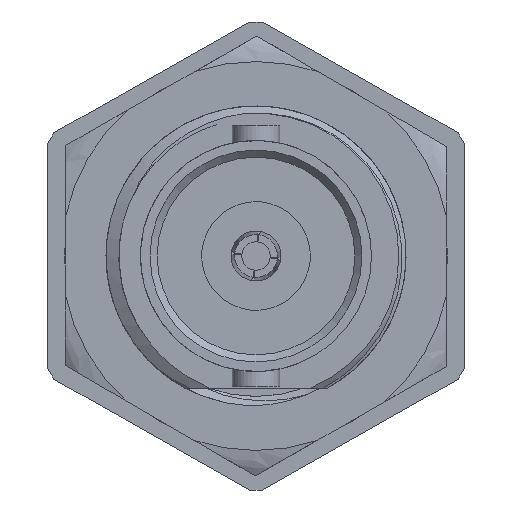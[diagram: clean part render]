
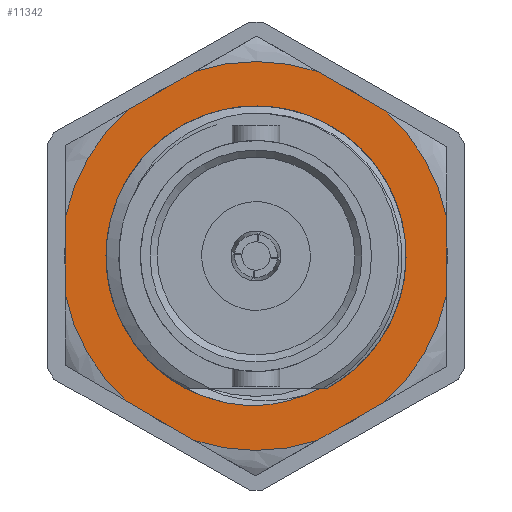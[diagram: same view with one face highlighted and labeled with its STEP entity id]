
A CAD part, front view. The second image highlights one B-rep face of the part: STEP entity #11342.
In plain terms, the highlighted planar face has unit normal (0, -1, 0).
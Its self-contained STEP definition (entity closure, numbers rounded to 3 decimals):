
#302=B_SPLINE_CURVE_WITH_KNOTS('',3,(#21875,#21876,#21877,#21878),
 .UNSPECIFIED.,.F.,.F.,(4,4),(0.01,0.011),
 .UNSPECIFIED.);
#329=B_SPLINE_CURVE_WITH_KNOTS('',3,(#28786,#28787,#28788,#28789),
 .UNSPECIFIED.,.F.,.F.,(4,4),(0.,0.003),
 .UNSPECIFIED.);
#376=B_SPLINE_CURVE_WITH_KNOTS('',3,(#29710,#29711,#29712,#29713),
 .UNSPECIFIED.,.F.,.F.,(4,4),(0.007,0.01),
 .UNSPECIFIED.);
#377=B_SPLINE_CURVE_WITH_KNOTS('',3,(#29717,#29718,#29719,#29720),
 .UNSPECIFIED.,.F.,.F.,(4,4),(0.,0.001),
 .UNSPECIFIED.);
#761=LINE('',#29178,#1191);
#763=LINE('',#29194,#1193);
#765=LINE('',#29210,#1195);
#767=LINE('',#29226,#1197);
#769=LINE('',#29242,#1199);
#771=LINE('',#29258,#1201);
#1191=VECTOR('',#13969,1000.);
#1193=VECTOR('',#13977,1000.);
#1195=VECTOR('',#13985,1000.);
#1197=VECTOR('',#13993,1000.);
#1199=VECTOR('',#14001,1000.);
#1201=VECTOR('',#14009,1000.);
#1468=PLANE('',#12156);
#3473=ORIENTED_EDGE('',*,*,#5053,.T.);
#3474=ORIENTED_EDGE('',*,*,#5051,.T.);
#3475=ORIENTED_EDGE('',*,*,#5048,.T.);
#3476=ORIENTED_EDGE('',*,*,#5046,.T.);
#3477=ORIENTED_EDGE('',*,*,#5043,.T.);
#3478=ORIENTED_EDGE('',*,*,#5041,.T.);
#3479=ORIENTED_EDGE('',*,*,#5038,.T.);
#3480=ORIENTED_EDGE('',*,*,#5036,.T.);
#3481=ORIENTED_EDGE('',*,*,#5033,.T.);
#3482=ORIENTED_EDGE('',*,*,#5031,.T.);
#3483=ORIENTED_EDGE('',*,*,#5028,.T.);
#3484=ORIENTED_EDGE('',*,*,#5025,.T.);
#3485=ORIENTED_EDGE('',*,*,#4825,.F.);
#3486=ORIENTED_EDGE('',*,*,#4889,.T.);
#3487=ORIENTED_EDGE('',*,*,#5056,.T.);
#3488=ORIENTED_EDGE('',*,*,#5063,.T.);
#3489=ORIENTED_EDGE('',*,*,#5064,.T.);
#3490=ORIENTED_EDGE('',*,*,#5065,.T.);
#3491=ORIENTED_EDGE('',*,*,#4819,.T.);
#4819=EDGE_CURVE('',#5764,#5765,#302,.T.);
#4825=EDGE_CURVE('',#5769,#5765,#6381,.F.);
#4889=EDGE_CURVE('',#5769,#5812,#329,.T.);
#5025=EDGE_CURVE('',#5934,#5932,#6439,.F.);
#5028=EDGE_CURVE('',#5935,#5934,#761,.T.);
#5031=EDGE_CURVE('',#5937,#5935,#6440,.F.);
#5033=EDGE_CURVE('',#5938,#5937,#763,.T.);
#5036=EDGE_CURVE('',#5940,#5938,#6441,.F.);
#5038=EDGE_CURVE('',#5941,#5940,#765,.T.);
#5041=EDGE_CURVE('',#5943,#5941,#6442,.F.);
#5043=EDGE_CURVE('',#5944,#5943,#767,.T.);
#5046=EDGE_CURVE('',#5946,#5944,#6443,.F.);
#5048=EDGE_CURVE('',#5947,#5946,#769,.T.);
#5051=EDGE_CURVE('',#5949,#5947,#6444,.F.);
#5053=EDGE_CURVE('',#5932,#5949,#771,.T.);
#5056=EDGE_CURVE('',#5812,#5951,#6446,.T.);
#5063=EDGE_CURVE('',#5951,#5952,#376,.T.);
#5064=EDGE_CURVE('',#5952,#5953,#6447,.T.);
#5065=EDGE_CURVE('',#5953,#5764,#377,.T.);
#5764=VERTEX_POINT('',#21879);
#5765=VERTEX_POINT('',#21880);
#5769=VERTEX_POINT('',#22522);
#5812=VERTEX_POINT('',#28790);
#5932=VERTEX_POINT('',#29168);
#5934=VERTEX_POINT('',#29171);
#5935=VERTEX_POINT('',#29179);
#5937=VERTEX_POINT('',#29188);
#5938=VERTEX_POINT('',#29195);
#5940=VERTEX_POINT('',#29204);
#5941=VERTEX_POINT('',#29211);
#5943=VERTEX_POINT('',#29220);
#5944=VERTEX_POINT('',#29227);
#5946=VERTEX_POINT('',#29236);
#5947=VERTEX_POINT('',#29243);
#5949=VERTEX_POINT('',#29252);
#5951=VERTEX_POINT('',#29266);
#5952=VERTEX_POINT('',#29714);
#5953=VERTEX_POINT('',#29716);
#6381=CIRCLE('',#12046,6.3);
#6439=CIRCLE('',#12133,8.166);
#6440=CIRCLE('',#12136,8.166);
#6441=CIRCLE('',#12139,8.166);
#6442=CIRCLE('',#12142,8.166);
#6443=CIRCLE('',#12145,8.166);
#6444=CIRCLE('',#12148,8.166);
#6446=CIRCLE('',#12152,6.2);
#6447=CIRCLE('',#12157,6.298);
#6961=EDGE_LOOP('',(#3473,#3474,#3475,#3476,#3477,#3478,#3479,#3480,#3481,
#3482,#3483,#3484));
#6962=EDGE_LOOP('',(#3485,#3486,#3487,#3488,#3489,#3490,#3491));
#7549=FACE_BOUND('',#6961,.T.);
#7550=FACE_BOUND('',#6962,.T.);
#11342=ADVANCED_FACE('',(#7549,#7550),#1468,.F.);
#12046=AXIS2_PLACEMENT_3D('',#22523,#13724,#13725);
#12133=AXIS2_PLACEMENT_3D('',#29170,#13964,#13965);
#12136=AXIS2_PLACEMENT_3D('',#29187,#13973,#13974);
#12139=AXIS2_PLACEMENT_3D('',#29203,#13981,#13982);
#12142=AXIS2_PLACEMENT_3D('',#29219,#13989,#13990);
#12145=AXIS2_PLACEMENT_3D('',#29235,#13997,#13998);
#12148=AXIS2_PLACEMENT_3D('',#29251,#14005,#14006);
#12152=AXIS2_PLACEMENT_3D('',#29267,#14014,#14015);
#12156=AXIS2_PLACEMENT_3D('',#29709,#14022,#14023);
#12157=AXIS2_PLACEMENT_3D('',#29715,#14024,#14025);
#13724=DIRECTION('',(0.,1.,0.));
#13725=DIRECTION('',(-1.,0.,0.));
#13964=DIRECTION('',(0.,1.,0.));
#13965=DIRECTION('',(-1.,0.,0.003));
#13969=DIRECTION('',(-0.868,0.,-0.497));
#13973=DIRECTION('',(0.,1.,0.));
#13974=DIRECTION('',(-1.,0.,0.003));
#13977=DIRECTION('',(-0.864,0.,0.503));
#13981=DIRECTION('',(0.,1.,0.));
#13982=DIRECTION('',(-1.,0.,0.003));
#13985=DIRECTION('',(0.003,0.,1.));
#13989=DIRECTION('',(0.,1.,0.));
#13990=DIRECTION('',(-1.,0.,0.003));
#13993=DIRECTION('',(0.868,0.,0.497));
#13997=DIRECTION('',(0.,1.,0.));
#13998=DIRECTION('',(-1.,0.,0.003));
#14001=DIRECTION('',(0.864,0.,-0.503));
#14005=DIRECTION('',(0.,1.,0.));
#14006=DIRECTION('',(-1.,0.,0.003));
#14009=DIRECTION('',(-0.003,0.,-1.));
#14014=DIRECTION('',(0.,1.,0.));
#14015=DIRECTION('',(-1.,0.,0.003));
#14022=DIRECTION('',(0.,1.,0.));
#14023=DIRECTION('',(-1.,0.,0.003));
#14024=DIRECTION('',(0.,1.,0.));
#14025=DIRECTION('',(-1.,0.,0.003));
#21875=CARTESIAN_POINT('',(-6.079,14.7,1.423));
#21876=CARTESIAN_POINT('',(-5.976,14.7,1.95));
#21877=CARTESIAN_POINT('',(-5.806,14.7,2.456));
#21878=CARTESIAN_POINT('',(-5.572,14.7,2.941));
#21879=CARTESIAN_POINT('',(-6.079,14.7,1.423));
#21880=CARTESIAN_POINT('',(-5.572,14.7,2.941));
#22522=CARTESIAN_POINT('',(-4.519,14.7,4.389));
#22523=CARTESIAN_POINT('',(0.,14.7,0.));
#28786=CARTESIAN_POINT('',(-4.519,14.7,4.389));
#28787=CARTESIAN_POINT('',(-3.832,14.7,5.049));
#28788=CARTESIAN_POINT('',(-3.003,14.7,5.543));
#28789=CARTESIAN_POINT('',(-2.106,14.7,5.831));
#28790=CARTESIAN_POINT('',(-2.106,14.7,5.831));
#29168=CARTESIAN_POINT('',(-7.995,14.7,1.662));
#29170=CARTESIAN_POINT('',(0.,14.7,0.));
#29171=CARTESIAN_POINT('',(-5.398,14.7,6.127));
#29178=CARTESIAN_POINT('',(0.029,14.7,9.238));
#29179=CARTESIAN_POINT('',(-2.558,14.7,7.755));
#29187=CARTESIAN_POINT('',(0.,14.7,0.));
#29188=CARTESIAN_POINT('',(2.607,14.7,7.738));
#29194=CARTESIAN_POINT('',(8.015,14.7,4.593));
#29195=CARTESIAN_POINT('',(5.437,14.7,6.093));
#29203=CARTESIAN_POINT('',(0.,14.7,0.));
#29204=CARTESIAN_POINT('',(8.005,14.7,1.611));
#29210=CARTESIAN_POINT('',(7.985,14.7,-4.644));
#29211=CARTESIAN_POINT('',(7.995,14.7,-1.662));
#29219=CARTESIAN_POINT('',(0.,14.7,0.));
#29220=CARTESIAN_POINT('',(5.398,14.7,-6.127));
#29226=CARTESIAN_POINT('',(-0.029,14.7,-9.238));
#29227=CARTESIAN_POINT('',(2.558,14.7,-7.755));
#29235=CARTESIAN_POINT('',(0.,14.7,0.));
#29236=CARTESIAN_POINT('',(-2.607,14.7,-7.738));
#29242=CARTESIAN_POINT('',(-8.015,14.7,-4.593));
#29243=CARTESIAN_POINT('',(-5.437,14.7,-6.093));
#29251=CARTESIAN_POINT('',(0.,14.7,0.));
#29252=CARTESIAN_POINT('',(-8.005,14.7,-1.611));
#29258=CARTESIAN_POINT('',(-7.985,14.7,4.644));
#29266=CARTESIAN_POINT('',(2.122,14.7,-5.825));
#29267=CARTESIAN_POINT('',(0.,14.7,0.));
#29709=CARTESIAN_POINT('',(0.,14.7,0.));
#29710=CARTESIAN_POINT('',(2.122,14.7,-5.825));
#29711=CARTESIAN_POINT('',(1.388,14.7,-6.126));
#29712=CARTESIAN_POINT('',(0.592,14.7,-6.288));
#29713=CARTESIAN_POINT('',(-0.211,14.7,-6.294));
#29714=CARTESIAN_POINT('',(-0.211,14.7,-6.294));
#29715=CARTESIAN_POINT('',(0.,14.7,0.));
#29716=CARTESIAN_POINT('',(-6.298,14.7,0.02));
#29717=CARTESIAN_POINT('',(-6.298,14.7,0.02));
#29718=CARTESIAN_POINT('',(-6.279,14.7,0.495));
#29719=CARTESIAN_POINT('',(-6.205,14.7,0.968));
#29720=CARTESIAN_POINT('',(-6.079,14.7,1.423));
